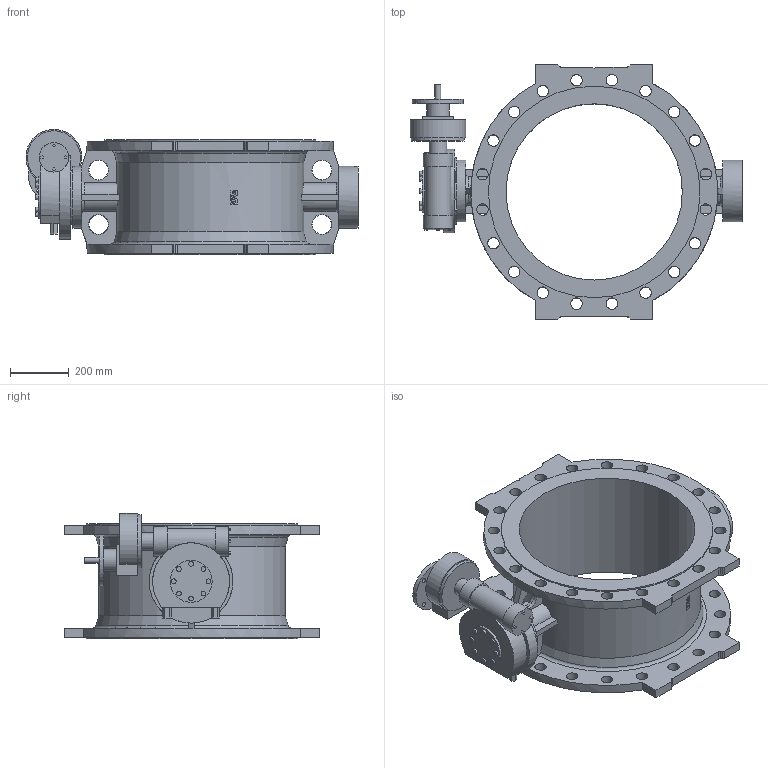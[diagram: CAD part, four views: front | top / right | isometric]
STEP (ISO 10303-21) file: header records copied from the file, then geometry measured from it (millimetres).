
FILE_DESCRIPTION (( 'STEP AP203' ), '1' );
FILE_NAME ('O_756_102_DN600_1XX_AA0_step.step', '2016-03-09T12:02:59', ( 'Windows User' ), ( 'AVK' ), 'SwSTEP 2.0', 'SolidWorks 2012', '' );
FILE_SCHEMA (( 'CONFIG_CONTROL_DESIGN' ));
Length unit declared in the file: millimetre
Products named in the file (1): O_756_102_DN600_1XX_AA0_step
Bounding box: 1129.92 x 870 x 426 mm (x, y, z)
Volume: 46459350.6 mm3; surface area: 3416525 mm2
Topology: 1 solids, 1 shells, 434 faces, 1238 edges, 838 vertices
Faces by surface type: plane 191, cylinder 111, bspline 108, cone 20, torus 4
Full cylindrical faces by diameter (mm): 16 x8, 16.5 x4, 20 x1, 39 x40, 60 x1, 77 x1, 100 x2, 143 x1, 174 x1, 181 x1, 210 x2, 285 x1, 600 x1, 720 x2
Entity records: 17033 total; most frequent: CARTESIAN_POINT 6953, ORIENTED_EDGE 2224, DIRECTION 1608, EDGE_CURVE 1112, VERTEX_POINT 786, EDGE_LOOP 638, AXIS2_PLACEMENT_3D 587, FACE_OUTER_BOUND 500
